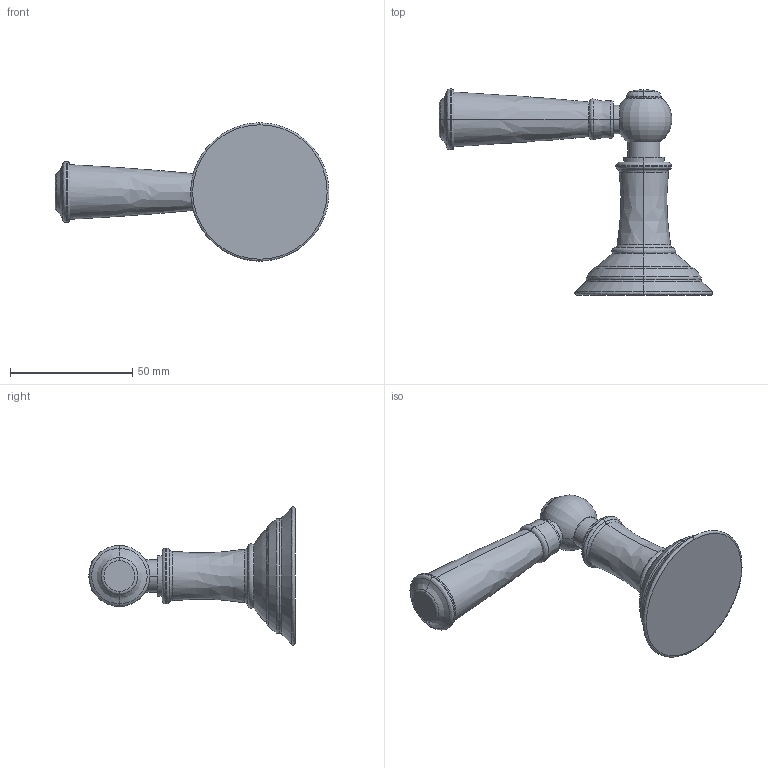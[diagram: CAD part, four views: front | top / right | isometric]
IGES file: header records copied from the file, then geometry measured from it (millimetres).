
Start section:  PTC IGES file: 3-373.igs
Global section: file name: 3-373.igs; native system: Creo Parametric by PTC Inc.; preprocessor: 2018400; author: jinson.thomas; organization: Unknown; date: 20210101.155554; units: inch
Bounding box: 112.09 x 84.38 x 56.56 mm (x, y, z)
Volume: 65875.4 mm3; surface area: 14990.6 mm2
Topology: 1 solids, 1 shells, 73 faces, 147 edges, 81 vertices
Faces by surface type: revolution 64, bspline 9
